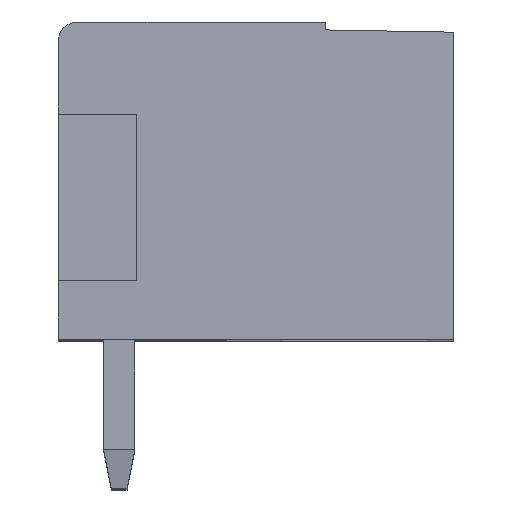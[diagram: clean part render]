
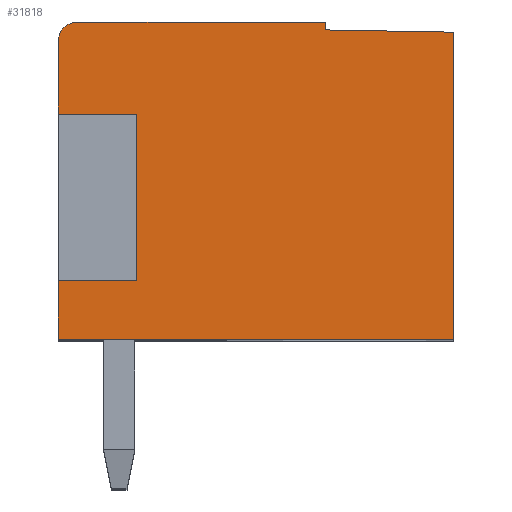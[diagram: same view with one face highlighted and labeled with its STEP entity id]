
A CAD part, top view. The second image highlights one B-rep face of the part: STEP entity #31818.
In plain terms, the highlighted planar face has unit normal (0, 0, 1).
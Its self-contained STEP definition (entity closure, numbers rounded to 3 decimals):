
#295=DIRECTION('',(-1.,0.,0.));
#296=VECTOR('',#295,6.326);
#297=CARTESIAN_POINT('',(-13.889,8.199,168.212));
#298=LINE('',#297,#296);
#11401=DIRECTION('',(0.,-1.,0.));
#11402=VECTOR('',#11401,7.84);
#11403=CARTESIAN_POINT('',(-10.615,7.94,
168.212));
#11404=LINE('',#11403,#11402);
#11405=DIRECTION('',(-1.,0.,0.));
#11406=VECTOR('',#11405,10.1);
#11407=CARTESIAN_POINT('',(-10.615,0.099,
168.212));
#11408=LINE('',#11407,#11406);
#11409=DIRECTION('',(0.,1.,0.));
#11410=VECTOR('',#11409,1.5);
#11411=CARTESIAN_POINT('',(-20.715,0.099,
168.212));
#11412=LINE('',#11411,#11410);
#11413=DIRECTION('',(1.,0.,0.));
#11414=VECTOR('',#11413,2.);
#11415=CARTESIAN_POINT('',(-20.715,1.599,
168.212));
#11416=LINE('',#11415,#11414);
#11417=DIRECTION('',(0.,1.,0.));
#11418=VECTOR('',#11417,1.85);
#11419=CARTESIAN_POINT('',(-20.715,5.849,
168.212));
#11420=LINE('',#11419,#11418);
#11421=CARTESIAN_POINT('',(-20.215,7.699,
168.212));
#11422=DIRECTION('',(0.,0.,-1.));
#11423=DIRECTION('',(-1.,0.,0.));
#11424=AXIS2_PLACEMENT_3D('',#11421,#11422,#11423);
#11426=DIRECTION('',(0.,-1.,0.));
#11427=VECTOR('',#11426,0.202);
#11428=CARTESIAN_POINT('',(-13.889,8.199,
168.212));
#11429=LINE('',#11428,#11427);
#11430=DIRECTION('',(1.,-0.017,0.));
#11431=VECTOR('',#11430,3.274);
#11432=CARTESIAN_POINT('',(-13.889,7.997,
168.212));
#11433=LINE('',#11432,#11431);
#11462=DIRECTION('',(1.,0.,0.));
#11463=VECTOR('',#11462,2.);
#11464=CARTESIAN_POINT('',(-20.715,5.849,
168.212));
#11465=LINE('',#11464,#11463);
#11470=DIRECTION('',(0.,-1.,0.));
#11471=VECTOR('',#11470,4.25);
#11472=CARTESIAN_POINT('',(-18.715,5.849,
168.212));
#11473=LINE('',#11472,#11471);
#11474=CARTESIAN_POINT('',(-10.615,7.94,
168.212));
#11475=CARTESIAN_POINT('',(-10.615,0.099,
168.212));
#11476=VERTEX_POINT('',#11474);
#11477=VERTEX_POINT('',#11475);
#11710=CARTESIAN_POINT('',(-20.715,5.849,
168.212));
#11711=CARTESIAN_POINT('',(-20.715,7.699,
168.212));
#11712=VERTEX_POINT('',#11710);
#11713=VERTEX_POINT('',#11711);
#11718=CARTESIAN_POINT('',(-20.715,1.599,
168.212));
#11719=VERTEX_POINT('',#11718);
#11720=CARTESIAN_POINT('',(-20.715,0.099,
168.212));
#11721=VERTEX_POINT('',#11720);
#11750=CARTESIAN_POINT('',(-20.215,8.199,
168.212));
#11751=VERTEX_POINT('',#11750);
#11752=CARTESIAN_POINT('',(-13.889,8.199,
168.212));
#11753=VERTEX_POINT('',#11752);
#11754=CARTESIAN_POINT('',(-13.889,7.997,
168.212));
#11755=VERTEX_POINT('',#11754);
#11756=CARTESIAN_POINT('',(-18.715,1.599,
168.212));
#11757=VERTEX_POINT('',#11756);
#11758=CARTESIAN_POINT('',(-18.715,5.849,
168.212));
#11759=VERTEX_POINT('',#11758);
#31797=CARTESIAN_POINT('',(-10.615,0.099,
168.212));
#31798=DIRECTION('',(0.,0.,-1.));
#31799=DIRECTION('',(0.,1.,0.));
#31800=AXIS2_PLACEMENT_3D('',#31797,#31798,#31799);
#31801=PLANE('',#31800);
#31802=ORIENTED_EDGE('',*,*,#15017,.T.);
#31803=ORIENTED_EDGE('',*,*,#16429,.T.);
#31804=ORIENTED_EDGE('',*,*,#15362,.T.);
#31806=ORIENTED_EDGE('',*,*,#31805,.T.);
#31808=ORIENTED_EDGE('',*,*,#31807,.F.);
#31810=ORIENTED_EDGE('',*,*,#31809,.F.);
#31811=ORIENTED_EDGE('',*,*,#15354,.T.);
#31812=ORIENTED_EDGE('',*,*,#15319,.T.);
#31813=ORIENTED_EDGE('',*,*,#15304,.F.);
#31814=ORIENTED_EDGE('',*,*,#15289,.T.);
#31815=ORIENTED_EDGE('',*,*,#15274,.T.);
#31816=EDGE_LOOP('',(#31802,#31803,#31804,#31806,#31808,#31810,#31811,#31812,
#31813,#31814,#31815));
#31817=FACE_OUTER_BOUND('',#31816,.F.);
#11425=CIRCLE('',#11424,0.5);
#15017=EDGE_CURVE('',#11476,#11477,#11404,.T.);
#15274=EDGE_CURVE('',#11755,#11476,#11433,.T.);
#15289=EDGE_CURVE('',#11753,#11755,#11429,.T.);
#15304=EDGE_CURVE('',#11753,#11751,#298,.T.);
#15319=EDGE_CURVE('',#11713,#11751,#11425,.T.);
#15354=EDGE_CURVE('',#11712,#11713,#11420,.T.);
#15362=EDGE_CURVE('',#11721,#11719,#11412,.T.);
#16429=EDGE_CURVE('',#11477,#11721,#11408,.T.);
#31805=EDGE_CURVE('',#11719,#11757,#11416,.T.);
#31807=EDGE_CURVE('',#11759,#11757,#11473,.T.);
#31809=EDGE_CURVE('',#11712,#11759,#11465,.T.);
#31818=ADVANCED_FACE('',(#31817),#31801,.F.);
